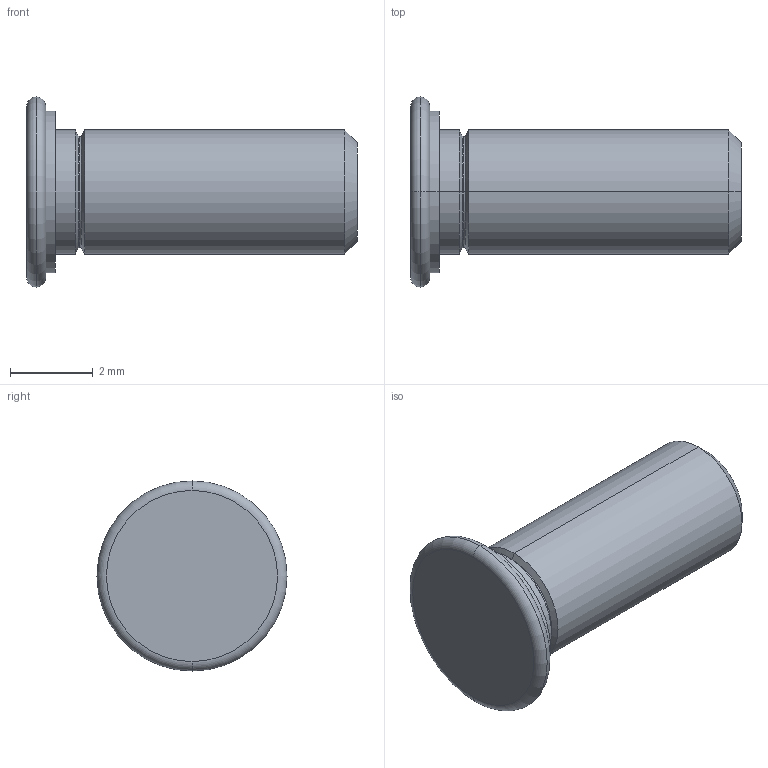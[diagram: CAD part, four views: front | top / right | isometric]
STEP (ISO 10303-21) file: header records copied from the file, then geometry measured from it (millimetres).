
FILE_DESCRIPTION(('starvars output'),'2;1');
FILE_NAME('cv20201128104958000009206.stp','10:49:58 2020/11/28',( 'Thomas Industrial Network Germany GmbH'),( 'Thomas Industrial Network Germany GmbH'),'unknown preprocess','ACIS' ,'unknown authorization');
FILE_SCHEMA(('AUTOMOTIVE_DESIGN_CC2 {UNKNOWN IMPLEMENTATION LEVEL}'));
Length unit declared in the file: millimetre
Products named in the file (1): PRODUCT_ID_1
Bounding box: 8 x 4.6 x 4.6 mm (x, y, z)
Volume: 61.1 mm3; surface area: 108.5 mm2
Topology: 1 solids, 1 shells, 26 faces, 52 edges, 29 vertices
Faces by surface type: cone 8, torus 8, cylinder 6, plane 4
Entity records: 807 total; most frequent: ORIENTED_EDGE 100, DIRECTION 78, CARTESIAN_POINT 75, EDGE_CURVE 50, AXIS2_PLACEMENT_3D 32, VERTEX_POINT 29, EDGE_LOOP 29, FACE_BOUND 29
